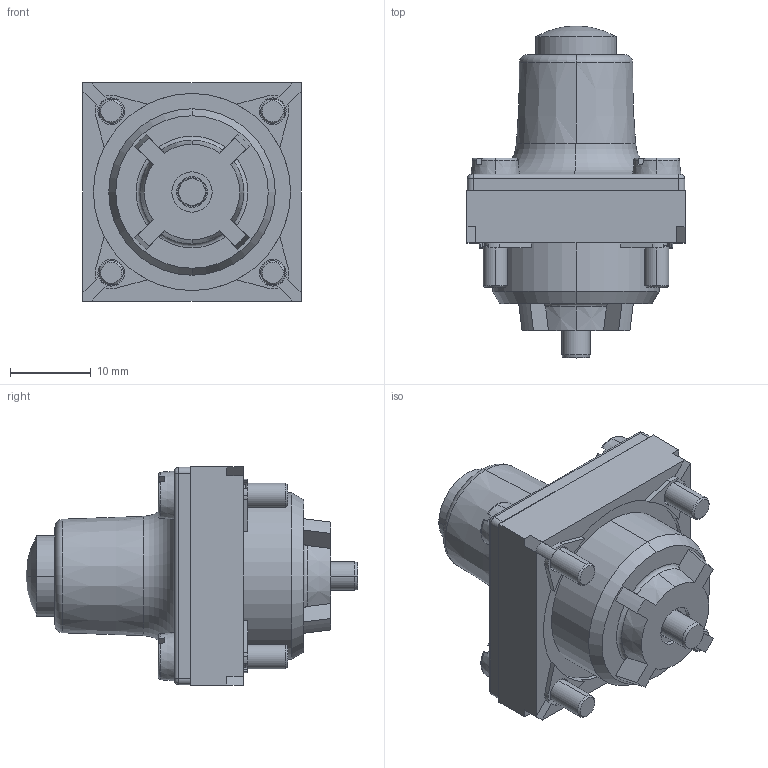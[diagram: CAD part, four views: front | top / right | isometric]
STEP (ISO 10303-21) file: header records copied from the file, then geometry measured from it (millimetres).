
FILE_DESCRIPTION(('STEP AP242'),'1');
FILE_NAME('zckd01.stp','2020-12-18T12:02:56',('TraceParts'),('TraceParts S.A.'),'Spatial InterOp 3D',' ',' ');
FILE_SCHEMA(('AP242_MANAGED_MODEL_BASED_3D_ENGINEERING_MIM_LF {1 0 10303 442 1 1 4}'));
Length unit declared in the file: millimetre
Products named in the file (1): zckd01_1
Bounding box: 27 x 41.1 x 27 mm (x, y, z)
Volume: 11332 mm3; surface area: 11169.9 mm2
Topology: 13 solids, 13 shells, 573 faces, 1466 edges, 929 vertices
Faces by surface type: plane 253, cylinder 170, cone 86, torus 46, bspline 16, sphere 2
Entity records: 21417 total; most frequent: CARTESIAN_POINT 7371, DIRECTION 2988, ORIENTED_EDGE 2912, EDGE_CURVE 1456, AXIS2_PLACEMENT_3D 1130, VERTEX_POINT 929, LINE 728, VECTOR 728
